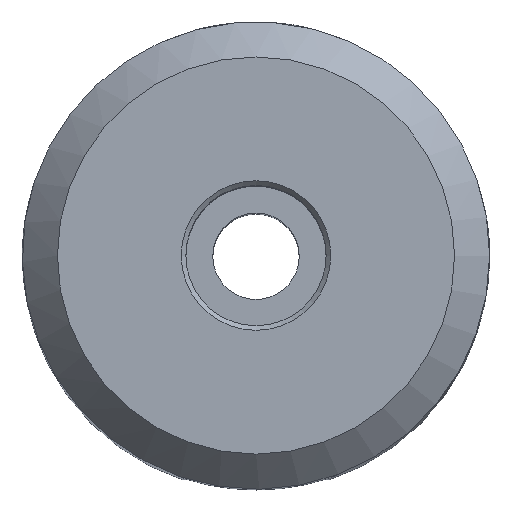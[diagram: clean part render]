
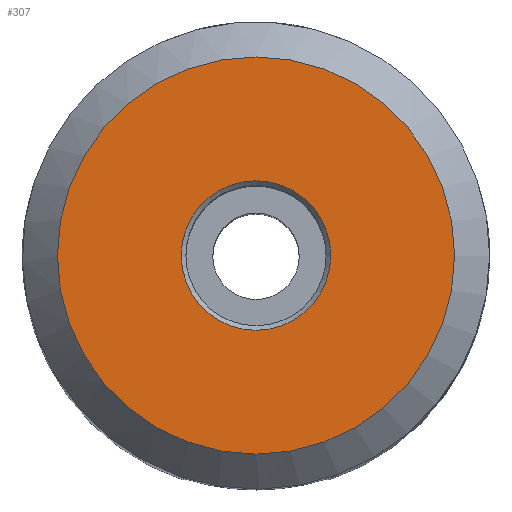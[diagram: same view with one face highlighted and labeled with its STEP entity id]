
A CAD part, top view. The second image highlights one B-rep face of the part: STEP entity #307.
In plain terms, the highlighted planar face has unit normal (0, 0, 1).
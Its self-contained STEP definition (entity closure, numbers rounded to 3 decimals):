
#17 = DIRECTION ( 'NONE',  ( 0., 0., -1. ) ) ;
#30 = CARTESIAN_POINT ( 'NONE',  ( 3.2, 0., 60. ) ) ;
#98 = CARTESIAN_POINT ( 'NONE',  ( 0., 0., 60. ) ) ;
#108 = VERTEX_POINT ( 'NONE', #899 ) ;
#144 = ORIENTED_EDGE ( 'NONE', *, *, #770, .T. ) ;
#150 = AXIS2_PLACEMENT_3D ( 'NONE', #98, #451, #353 ) ;
#257 = CARTESIAN_POINT ( 'NONE',  ( 0., 0., 60. ) ) ;
#307 = ADVANCED_FACE ( 'NONE', ( #323, #1087 ), #998, .T. ) ;
#323 = FACE_BOUND ( 'NONE', #737, .T. ) ;
#353 = DIRECTION ( 'NONE',  ( 1., 0., 0. ) ) ;
#386 = CIRCLE ( 'NONE', #614, 3.2 ) ;
#394 = DIRECTION ( 'NONE',  ( 0., 0., 1. ) ) ;
#443 = AXIS2_PLACEMENT_3D ( 'NONE', #827, #394, #588 ) ;
#451 = DIRECTION ( 'NONE',  ( 0., 0., 1. ) ) ;
#541 = VERTEX_POINT ( 'NONE', #30 ) ;
#588 = DIRECTION ( 'NONE',  ( 1., 0., 0. ) ) ;
#614 = AXIS2_PLACEMENT_3D ( 'NONE', #257, #17, #950 ) ;
#653 = EDGE_CURVE ( 'NONE', #108, #108, #1037, .T. ) ;
#737 = EDGE_LOOP ( 'NONE', ( #144 ) ) ;
#770 = EDGE_CURVE ( 'NONE', #541, #541, #386, .T. ) ;
#827 = CARTESIAN_POINT ( 'NONE',  ( 0., 0., 60. ) ) ;
#841 = EDGE_LOOP ( 'NONE', ( #914 ) ) ;
#899 = CARTESIAN_POINT ( 'NONE',  ( 8.5, 0., 60. ) ) ;
#914 = ORIENTED_EDGE ( 'NONE', *, *, #653, .T. ) ;
#950 = DIRECTION ( 'NONE',  ( 1., 0., 0. ) ) ;
#998 = PLANE ( 'NONE',  #443 ) ;
#1037 = CIRCLE ( 'NONE', #150, 8.5 ) ;
#1087 = FACE_OUTER_BOUND ( 'NONE', #841, .T. ) ;
